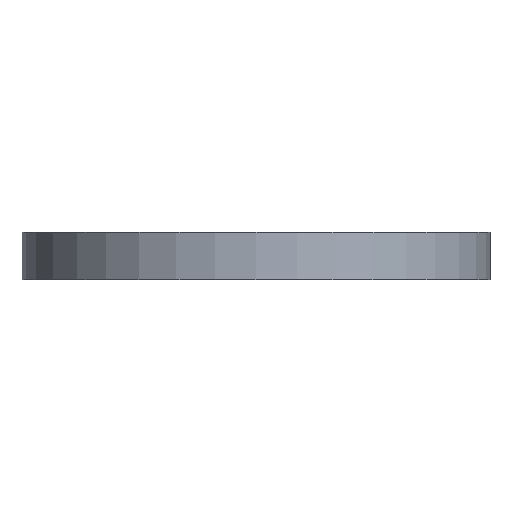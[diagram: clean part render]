
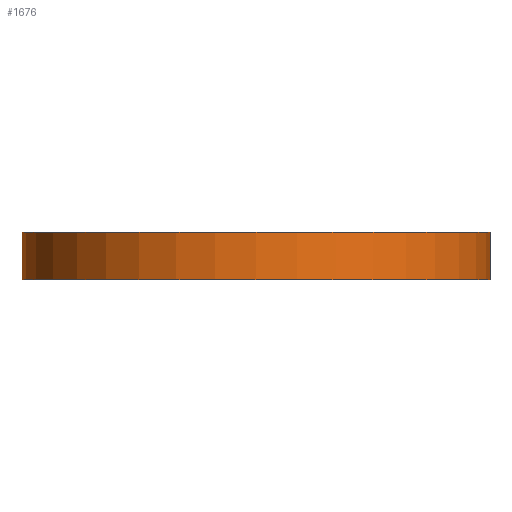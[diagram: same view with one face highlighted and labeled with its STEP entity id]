
A CAD part, front view. The second image highlights one B-rep face of the part: STEP entity #1676.
In plain terms, the highlighted cylindrical face has radius 19.845 mm (diameter 39.69 mm), a full revolution.
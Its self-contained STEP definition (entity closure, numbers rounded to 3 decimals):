
#1676 = ADVANCED_FACE( '', ( #3366, #3367 ), #3368, .T. );
#3366 = FACE_OUTER_BOUND( '', #5061, .T. );
#3367 = FACE_OUTER_BOUND( '', #5062, .T. );
#3368 = CYLINDRICAL_SURFACE( '', #5063, 19.845 );
#5061 = EDGE_LOOP( '', ( #9845 ) );
#5062 = EDGE_LOOP( '', ( #9846 ) );
#5063 = AXIS2_PLACEMENT_3D( '', #9847, #9848, #9849 );
#9845 = ORIENTED_EDGE( '', *, *, #11578, .T. );
#9846 = ORIENTED_EDGE( '', *, *, #11143, .T. );
#9847 = CARTESIAN_POINT( '', ( 0., 0., 0. ) );
#9848 = DIRECTION( '', ( 0., 0., -1. ) );
#9849 = DIRECTION( '', ( 1., 0., 0. ) );
#11143 = EDGE_CURVE( '', #13654, #13654, #13655, .F. );
#11578 = EDGE_CURVE( '', #14178, #14178, #14179, .F. );
#13654 = VERTEX_POINT( '', #16902 );
#13655 = CIRCLE( '', #16903, 19.845 );
#14178 = VERTEX_POINT( '', #17623 );
#14179 = CIRCLE( '', #17624, 19.845 );
#16902 = CARTESIAN_POINT( '', ( -19.845, 0., -4. ) );
#16903 = AXIS2_PLACEMENT_3D( '', #19412, #19413, #19414 );
#17623 = CARTESIAN_POINT( '', ( 19.845, 0., 0. ) );
#17624 = AXIS2_PLACEMENT_3D( '', #19846, #19847, #19848 );
#19412 = CARTESIAN_POINT( '', ( 0., 0., -4. ) );
#19413 = DIRECTION( '', ( 0., 0., -1. ) );
#19414 = DIRECTION( '', ( -1., 0., 0. ) );
#19846 = CARTESIAN_POINT( '', ( 0., 0., 0. ) );
#19847 = DIRECTION( '', ( 0., 0., 1. ) );
#19848 = DIRECTION( '', ( 1., 0., 0. ) );
